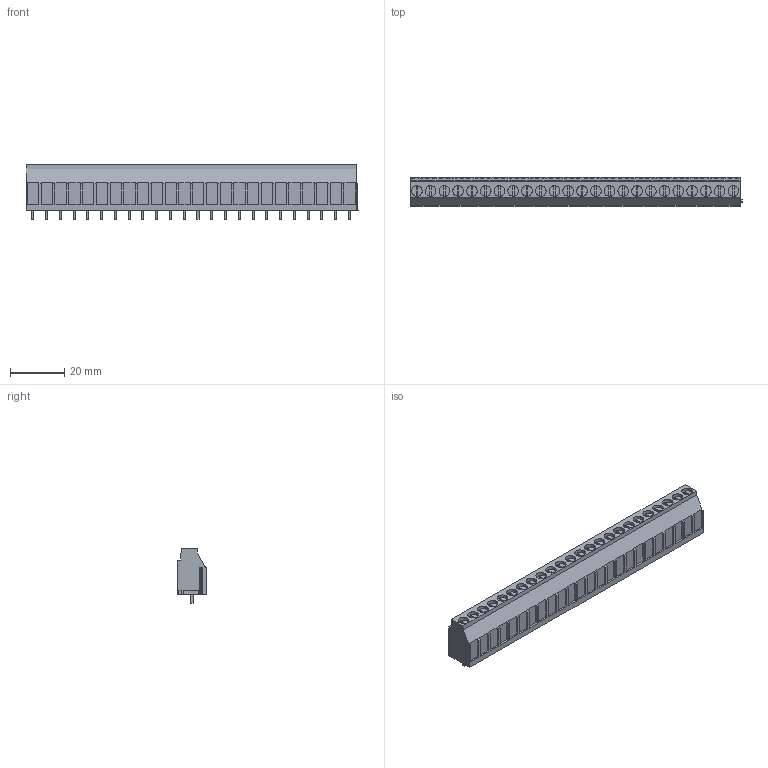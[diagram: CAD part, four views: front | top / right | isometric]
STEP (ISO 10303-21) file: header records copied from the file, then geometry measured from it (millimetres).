
FILE_DESCRIPTION(('CATIA V5 STEP Exchange','CAx-IF Rec.Pracs.--- Model Styling and Organization---1.4--- 2014-01-23'),'2;1');
FILE_NAME ('D1446308_0_1002050000_1002050000.stp','2019-02-28T09:34:37+00:00',('none'),('Weidmueller'),'CATIA Version 5-6 Release 2016 SP3 HF44','CATIA V5 STEP AP214','none');
FILE_SCHEMA(('AUTOMOTIVE_DESIGN { 1 0 10303 214 1 1 1 1 }'));
Length unit declared in the file: millimetre
Products named in the file (1): 1002050000
Bounding box: 122.57 x 11 x 20.3 mm (x, y, z)
Volume: 17714.8 mm3; surface area: 10039.5 mm2
Topology: 1 solids, 1 shells, 1083 faces, 2909 edges, 1924 vertices
Faces by surface type: plane 1035, cylinder 48
Entity records: 32530 total; most frequent: CARTESIAN_POINT 6309, ORIENTED_EDGE 5818, DIRECTION 4171, EDGE_CURVE 2909, VECTOR 2717, LINE 2717, VERTEX_POINT 1924, EDGE_LOOP 1179
